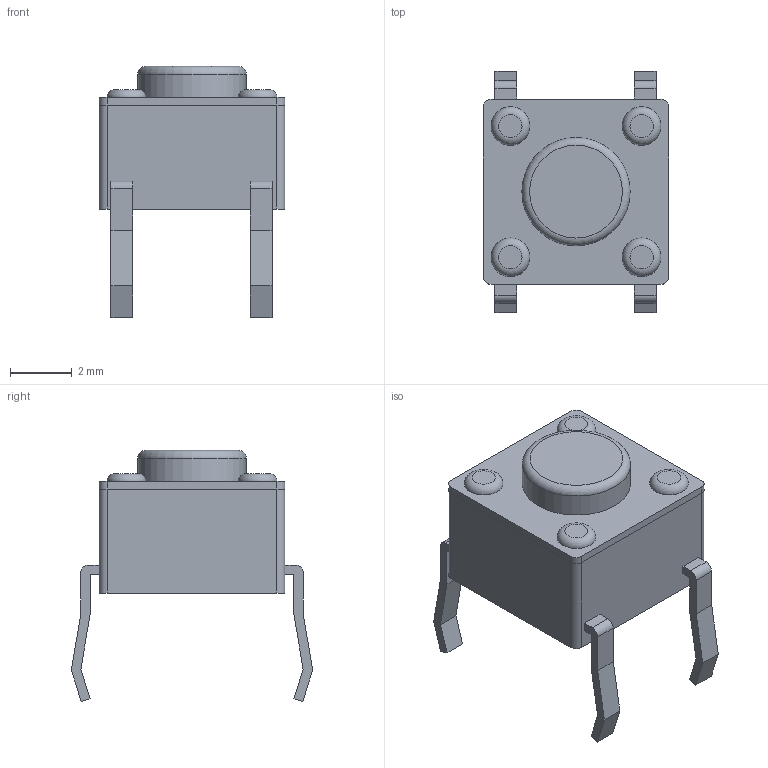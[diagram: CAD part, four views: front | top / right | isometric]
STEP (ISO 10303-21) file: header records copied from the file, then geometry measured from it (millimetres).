
FILE_DESCRIPTION(/* description */ ('STEP AP242','CAx-IF Rec.Pracs.---Representation and Presentation of Product Manufacturing Information (PMI)---4.0---2014-10-13','CAx-IF Rec.Pracs.---3D Tessellated Geometry---0.4---2014-09-14','2;1'),/* implementation_level */ '2;1');
FILE_NAME(/* name */ '630cda371c174454be8ec23c',/* time_stamp */ '2022-08-29T15:24:40+00:00',/* author */ (''),/* organization */ (''),/* preprocessor_version */ 'ST-DEVELOPER v18.102',/* originating_system */ ' ',/* authorisation */ ' ');
FILE_SCHEMA (('AP242_MANAGED_MODEL_BASED_3D_ENGINEERING_MIM_LF { 1 0 10303 442 1 1 4 }'));
Length unit declared in the file: metre
Products named in the file (7): Pin3; Pin4; Pin2; Pin1; Button; Lid; Body
Bounding box: 5.99 x 7.8 x 8.12 mm (x, y, z)
Volume: 143.8 mm3; surface area: 310.8 mm2
Topology: 7 solids, 7 shells, 95 faces, 223 edges, 147 vertices
Faces by surface type: plane 67, cylinder 23, torus 5
Full cylindrical faces by diameter (mm): 1.25 x8, 3.5 x3
Entity records: 2821 total; most frequent: DIRECTION 462, CARTESIAN_POINT 456, ORIENTED_EDGE 414, EDGE_CURVE 207, LINE 156, VECTOR 156, AXIS2_PLACEMENT_3D 153, VERTEX_POINT 147
